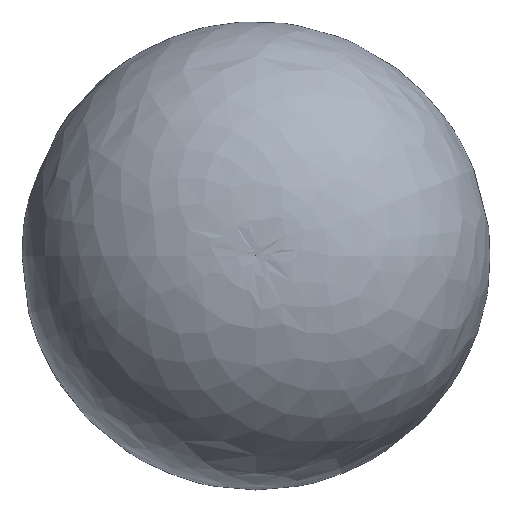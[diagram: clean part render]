
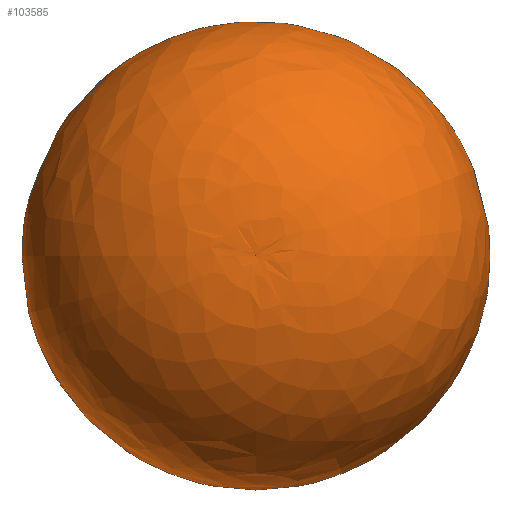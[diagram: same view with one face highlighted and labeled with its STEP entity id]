
A CAD part, top view. The second image highlights one B-rep face of the part: STEP entity #103585.
In plain terms, the highlighted free-form (B-spline) face has degree [2, 2] with [5, 9] control points.
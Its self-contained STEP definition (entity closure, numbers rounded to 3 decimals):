
#1080=(
BOUNDED_CURVE()
B_SPLINE_CURVE(2,(#309046,#309047,#309048,#309049,#309050),
 .UNSPECIFIED.,.F.,.F.)
B_SPLINE_CURVE_WITH_KNOTS((3,2,3),(-1.222,0.232,
1.686),.UNSPECIFIED.)
CURVE()
GEOMETRIC_REPRESENTATION_ITEM()
RATIONAL_B_SPLINE_CURVE((1.,0.747,1.,0.747,1.))
REPRESENTATION_ITEM('')
);
#2642=(
BOUNDED_SURFACE()
B_SPLINE_SURFACE(2,2,((#309000,#309001,#309002,#309003,#309004,#309005,
#309006,#309007,#309008),(#309009,#309010,#309011,#309012,#309013,#309014,
#309015,#309016,#309017),(#309018,#309019,#309020,#309021,#309022,#309023,
#309024,#309025,#309026),(#309027,#309028,#309029,#309030,#309031,#309032,
#309033,#309034,#309035),(#309036,#309037,#309038,#309039,#309040,#309041,
#309042,#309043,#309044)),.UNSPECIFIED.,.F.,.T.,.F.)
B_SPLINE_SURFACE_WITH_KNOTS((3,2,3),(3,2,2,2,3),(-1.686,-0.232,
1.222),(-3.142,-1.571,0.,1.571,
3.142),.UNSPECIFIED.)
GEOMETRIC_REPRESENTATION_ITEM()
RATIONAL_B_SPLINE_SURFACE(((1.,0.707,1.,0.707,1.,
0.707,1.,0.707,1.),(0.747,0.528,
0.747,0.528,0.747,0.528,
0.747,0.528,0.747),(1.,0.707,
1.,0.707,1.,0.707,1.,0.707,1.),(0.747,
0.528,0.747,0.528,0.747,
0.528,0.747,0.528,0.747),
(1.,0.707,1.,0.707,1.,0.707,1.,0.707,
1.)))
REPRESENTATION_ITEM('')
SURFACE()
);
#20388=FACE_OUTER_BOUND('',#27457,.T.);
#27457=EDGE_LOOP('',(#95649,#95650,#95651,#95652));
#43684=CIRCLE('',#114354,597.128);
#43685=CIRCLE('',#114355,597.128);
#52620=VERTEX_POINT('',#308993);
#52621=VERTEX_POINT('',#308997);
#52622=VERTEX_POINT('',#309045);
#66960=EDGE_CURVE('',#52620,#52621,#43684,.T.);
#66961=EDGE_CURVE('',#52621,#52620,#43685,.T.);
#66962=EDGE_CURVE('',#52620,#52622,#1080,.T.);
#95649=ORIENTED_EDGE('',*,*,#66961,.F.);
#95650=ORIENTED_EDGE('',*,*,#66960,.F.);
#95651=ORIENTED_EDGE('',*,*,#66962,.T.);
#95652=ORIENTED_EDGE('',*,*,#66962,.F.);
#103585=ADVANCED_FACE('',(#20388),#2642,.F.);
#114354=AXIS2_PLACEMENT_3D('',#308998,#140583,#140584);
#114355=AXIS2_PLACEMENT_3D('',#308999,#140585,#140586);
#140583=DIRECTION('center_axis',(-1.,0.,0.));
#140584=DIRECTION('ref_axis',(0.,0.,1.));
#140585=DIRECTION('center_axis',(-1.,0.,0.));
#140586=DIRECTION('ref_axis',(0.,0.,1.));
#308993=CARTESIAN_POINT('',(-1228.473,150.,-597.128));
#308997=CARTESIAN_POINT('',(-1228.473,-447.128,0.));
#308998=CARTESIAN_POINT('Origin',(-1228.473,150.,0.));
#308999=CARTESIAN_POINT('Origin',(-1228.473,150.,0.));
#309000=CARTESIAN_POINT('Ctrl Pts',(1298.68,150.,0.));
#309001=CARTESIAN_POINT('Ctrl Pts',(1298.68,150.,0.));
#309002=CARTESIAN_POINT('Ctrl Pts',(1298.68,150.,0.));
#309003=CARTESIAN_POINT('Ctrl Pts',(1298.68,150.,0.));
#309004=CARTESIAN_POINT('Ctrl Pts',(1298.68,150.,0.));
#309005=CARTESIAN_POINT('Ctrl Pts',(1298.68,150.,0.));
#309006=CARTESIAN_POINT('Ctrl Pts',(1298.68,150.,0.));
#309007=CARTESIAN_POINT('Ctrl Pts',(1298.68,150.,0.));
#309008=CARTESIAN_POINT('Ctrl Pts',(1298.68,150.,0.));
#309009=CARTESIAN_POINT('Ctrl Pts',(1432.077,150.,-1154.934));
#309010=CARTESIAN_POINT('Ctrl Pts',(1432.077,-1004.934,-1154.934));
#309011=CARTESIAN_POINT('Ctrl Pts',(1432.077,-1004.934,0.));
#309012=CARTESIAN_POINT('Ctrl Pts',(1432.077,-1004.934,1154.934));
#309013=CARTESIAN_POINT('Ctrl Pts',(1432.077,150.,1154.934));
#309014=CARTESIAN_POINT('Ctrl Pts',(1432.077,1304.934,1154.934));
#309015=CARTESIAN_POINT('Ctrl Pts',(1432.077,1304.934,0.));
#309016=CARTESIAN_POINT('Ctrl Pts',(1432.077,1304.934,-1154.934));
#309017=CARTESIAN_POINT('Ctrl Pts',(1432.077,150.,-1154.934));
#309018=CARTESIAN_POINT('Ctrl Pts',(300.62,150.,-1422.28));
#309019=CARTESIAN_POINT('Ctrl Pts',(300.62,-1272.28,-1422.28));
#309020=CARTESIAN_POINT('Ctrl Pts',(300.62,-1272.28,0.));
#309021=CARTESIAN_POINT('Ctrl Pts',(300.62,-1272.28,1422.28));
#309022=CARTESIAN_POINT('Ctrl Pts',(300.62,150.,1422.28));
#309023=CARTESIAN_POINT('Ctrl Pts',(300.62,1572.28,1422.28));
#309024=CARTESIAN_POINT('Ctrl Pts',(300.62,1572.28,0.));
#309025=CARTESIAN_POINT('Ctrl Pts',(300.62,1572.28,-1422.28));
#309026=CARTESIAN_POINT('Ctrl Pts',(300.62,150.,-1422.28));
#309027=CARTESIAN_POINT('Ctrl Pts',(-830.836,150.,-1689.626));
#309028=CARTESIAN_POINT('Ctrl Pts',(-830.836,-1539.626,
-1689.626));
#309029=CARTESIAN_POINT('Ctrl Pts',(-830.836,-1539.626,
0.));
#309030=CARTESIAN_POINT('Ctrl Pts',(-830.836,-1539.626,
1689.626));
#309031=CARTESIAN_POINT('Ctrl Pts',(-830.836,150.,1689.626));
#309032=CARTESIAN_POINT('Ctrl Pts',(-830.836,1839.626,
1689.626));
#309033=CARTESIAN_POINT('Ctrl Pts',(-830.836,1839.626,
0.));
#309034=CARTESIAN_POINT('Ctrl Pts',(-830.836,1839.626,
-1689.626));
#309035=CARTESIAN_POINT('Ctrl Pts',(-830.836,150.,-1689.626));
#309036=CARTESIAN_POINT('Ctrl Pts',(-1228.473,150.,-597.128));
#309037=CARTESIAN_POINT('Ctrl Pts',(-1228.473,-447.128,
-597.128));
#309038=CARTESIAN_POINT('Ctrl Pts',(-1228.473,-447.128,
0.));
#309039=CARTESIAN_POINT('Ctrl Pts',(-1228.473,-447.128,
597.128));
#309040=CARTESIAN_POINT('Ctrl Pts',(-1228.473,150.,597.128));
#309041=CARTESIAN_POINT('Ctrl Pts',(-1228.473,747.128,
597.128));
#309042=CARTESIAN_POINT('Ctrl Pts',(-1228.473,747.128,
0.));
#309043=CARTESIAN_POINT('Ctrl Pts',(-1228.473,747.128,
-597.128));
#309044=CARTESIAN_POINT('Ctrl Pts',(-1228.473,150.,-597.128));
#309045=CARTESIAN_POINT('',(1298.68,150.,0.));
#309046=CARTESIAN_POINT('Ctrl Pts',(-1228.473,150.,-597.128));
#309047=CARTESIAN_POINT('Ctrl Pts',(-830.836,150.,-1689.626));
#309048=CARTESIAN_POINT('Ctrl Pts',(300.62,150.,-1422.28));
#309049=CARTESIAN_POINT('Ctrl Pts',(1432.077,150.,-1154.934));
#309050=CARTESIAN_POINT('Ctrl Pts',(1298.68,150.,0.));
